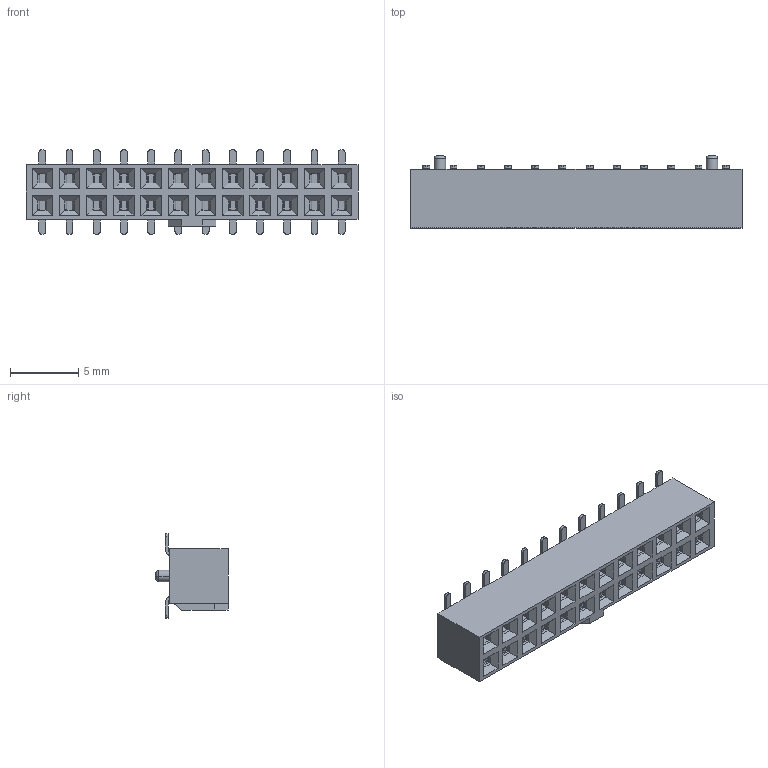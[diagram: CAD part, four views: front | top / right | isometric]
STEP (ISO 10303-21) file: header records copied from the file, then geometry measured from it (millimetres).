
FILE_DESCRIPTION( ('This file contains a STEP AP42 implementation' ,'as created by ZW3D STEP Interface translator.') ,'2;1' );
FILE_NAME( '2243N-2XXMXXCUNX4.stp' ,'23 419.105015', (''), ('ZWCAD Software Co.'), 'Version 1.0', 'ZW3D to STEP translator', '' );
FILE_SCHEMA(('AUTOMOTIVE_DESIGN { 1 0 10303 214 1 1 1 1 }'));
Length unit declared in the file: millimetre
Products named in the file (2): 0; 2243N-220MXXCUNX4
Bounding box: 24.4 x 5.3 x 6.2 mm (x, y, z)
Volume: 300.1 mm3; surface area: 1267.1 mm2
Topology: 1 solids, 1 shells, 2066 faces, 5782 edges, 3792 vertices
Faces by surface type: plane 1286, cylinder 432, bspline 348
Entity records: 92128 total; most frequent: CARTESIAN_POINT 48173, ORIENTED_EDGE 11564, EDGE_CURVE 5782, B_SPLINE_CURVE_WITH_KNOTS 5004, DIRECTION 4360, VERTEX_POINT 3792, EDGE_LOOP 2140, FACE_OUTER_BOUND 2066
